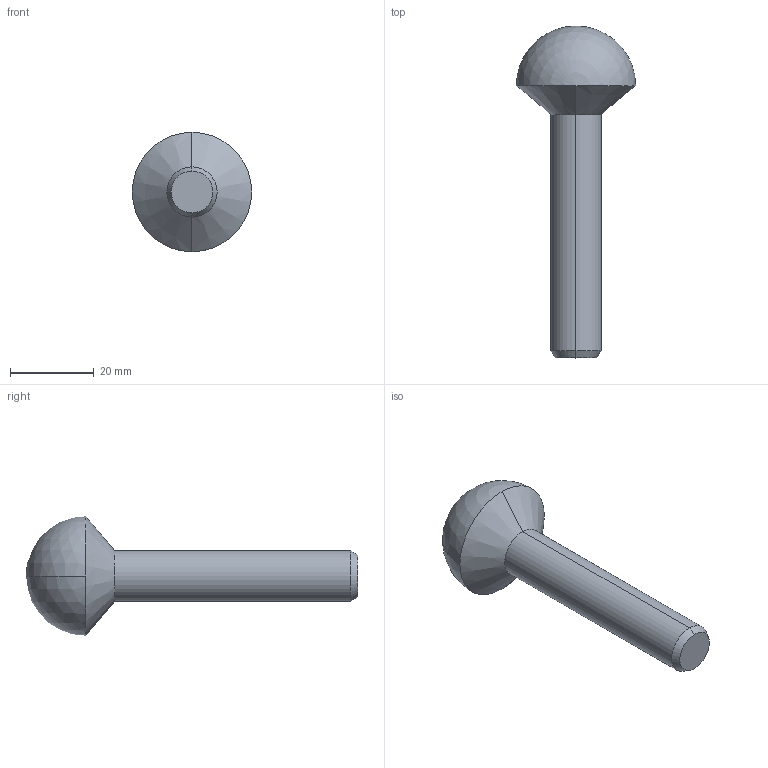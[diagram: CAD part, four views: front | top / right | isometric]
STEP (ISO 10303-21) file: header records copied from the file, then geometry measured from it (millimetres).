
FILE_DESCRIPTION (( 'STEP AP203' ), '1' );
FILE_NAME ('RT15_S12.STEP', '2024-04-15T12:54:21', ( '' ), ( '' ), 'SwSTEP 2.0', 'SolidWorks 2023', '' );
FILE_SCHEMA (( 'CONFIG_CONTROL_DESIGN' ));
Length unit declared in the file: millimetre
Products named in the file (1): RT15_S12
Bounding box: 28.5 x 79.25 x 28.5 mm (x, y, z)
Volume: 14950.8 mm3; surface area: 4232.8 mm2
Topology: 1 solids, 1 shells, 9 faces, 20 edges, 11 vertices
Faces by surface type: cone 4, sphere 2, cylinder 2, plane 1
Entity records: 317 total; most frequent: DIRECTION 50, CARTESIAN_POINT 39, ORIENTED_EDGE 36, AXIS2_PLACEMENT_3D 22, EDGE_CURVE 18, CIRCLE 12, VERTEX_POINT 11, FACE_OUTER_BOUND 9
